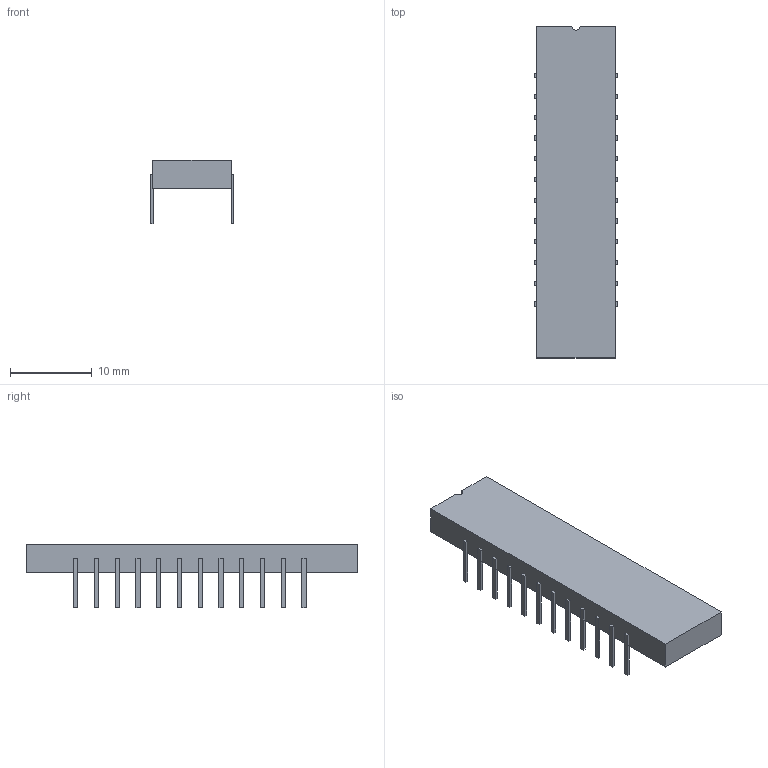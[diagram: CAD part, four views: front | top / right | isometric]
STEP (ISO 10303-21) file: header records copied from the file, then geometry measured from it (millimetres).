
FILE_DESCRIPTION(/* description */ (''),/* implementation_level */ '2;1');
FILE_NAME(/* name */ '409-07-01.stp',/* time_stamp */ '2018-12-30T17:14:49-06:00',/* author */ (''),/* organization */ (''),/* preprocessor_version */ 'ST-DEVELOPER v16.7',/* originating_system */ 'SIEMENS PLM Software NX 12.0',/* authorisation */ '');
FILE_SCHEMA (('AUTOMOTIVE_DESIGN { 1 0 10303 214 3 1 1 1 }'));
Length unit declared in the file: inch
Products named in the file (1): 409-07-01
Bounding box: 10.16 x 40.64 x 7.75 mm (x, y, z)
Volume: 1464.4 mm3; surface area: 1855.9 mm2
Topology: 13 solids, 13 shells, 128 faces, 306 edges, 204 vertices
Faces by surface type: plane 127, cylinder 1
Entity records: 4616 total; most frequent: CARTESIAN_POINT 639, ORIENTED_EDGE 612, DIRECTION 566, EDGE_CURVE 306, LINE 304, VECTOR 304, VERTEX_POINT 204, PRESENTATION_STYLE_ASSIGNMENT 141
